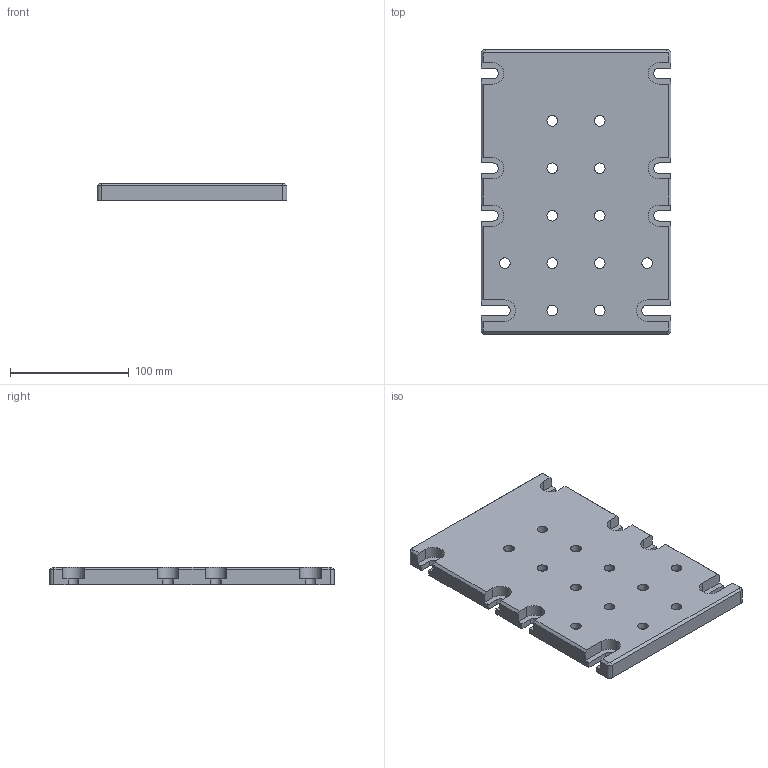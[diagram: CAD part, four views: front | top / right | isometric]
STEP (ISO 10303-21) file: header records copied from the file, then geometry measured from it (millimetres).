
FILE_DESCRIPTION((''),'2;1');
FILE_NAME('SZ0166V-A.stp','2013-08-21T13:07:32',('janine behrens'),(''),'Autodesk Inventor 2012','Autodesk Inventor 2012','');
FILE_SCHEMA(('AUTOMOTIVE_DESIGN { 1 0 10303 214 1 1 1 1 }'));
Length unit declared in the file: millimetre
Products named in the file (1): SZ0166V-A
Bounding box: 160 x 240 x 15 mm (x, y, z)
Volume: 516933.9 mm3; surface area: 95206.9 mm2
Topology: 1 solids, 1 shells, 126 faces, 328 edges, 216 vertices
Faces by surface type: plane 78, cylinder 44, cone 4
Full cylindrical faces by diameter (mm): 9 x12, 15 x12
Entity records: 3814 total; most frequent: DIRECTION 650, CARTESIAN_POINT 647, ORIENTED_EDGE 608, EDGE_CURVE 304, AXIS2_PLACEMENT_3D 219, VERTEX_POINT 216, VECTOR 212, LINE 212
